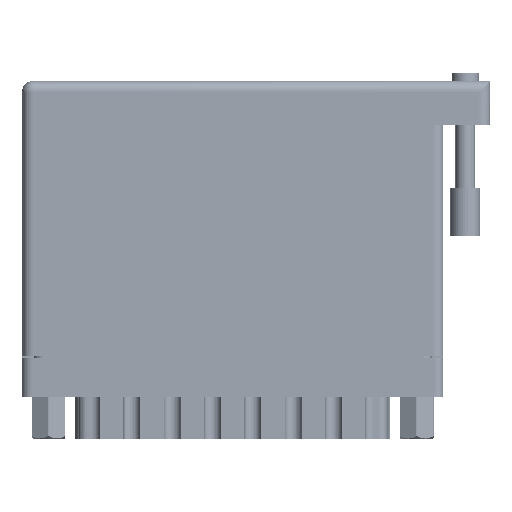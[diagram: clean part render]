
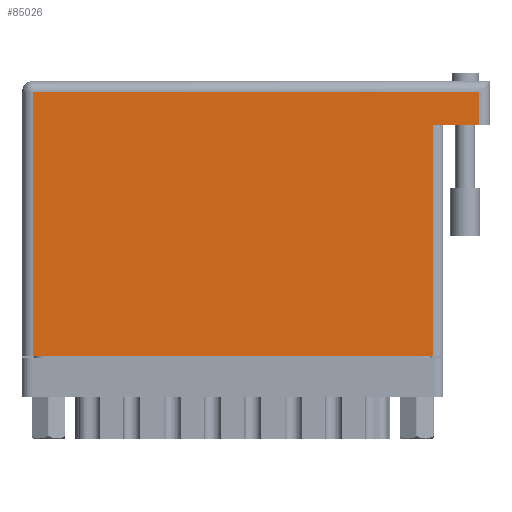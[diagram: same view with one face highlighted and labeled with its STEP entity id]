
A CAD part, front view. The second image highlights one B-rep face of the part: STEP entity #85026.
In plain terms, the highlighted face is planar.
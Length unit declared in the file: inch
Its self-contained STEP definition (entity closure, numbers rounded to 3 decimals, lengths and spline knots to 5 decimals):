
#1182 = VERTEX_POINT ( 'NONE', #12646 ) ;
#1936 = EDGE_CURVE ( 'NONE', #1182, #67385, #80763, .T. ) ;
#4468 = DIRECTION ( 'NONE',  ( -1., 0., 0. ) ) ;
#8178 = CARTESIAN_POINT ( 'NONE',  ( 0., 0., 0. ) ) ;
#9952 = VECTOR ( 'NONE', #25638, 39.37008 ) ;
#10204 = VECTOR ( 'NONE', #75050, 39.37008 ) ;
#12024 = LINE ( 'NONE', #31709, #9952 ) ;
#12646 = CARTESIAN_POINT ( 'NONE',  ( 0.07, 0., 0. ) ) ;
#16180 = VERTEX_POINT ( 'NONE', #27150 ) ;
#16290 = ORIENTED_EDGE ( 'NONE', *, *, #27418, .T. ) ;
#17764 = DIRECTION ( 'NONE',  ( 0., 0., -1. ) ) ;
#18826 = ORIENTED_EDGE ( 'NONE', *, *, #66005, .T. ) ;
#19914 = CARTESIAN_POINT ( 'NONE',  ( 2.948, 1.705, 0. ) ) ;
#20107 = CARTESIAN_POINT ( 'NONE',  ( 2.648, 1.495, 0. ) ) ;
#20317 = VECTOR ( 'NONE', #76561, 39.37008 ) ;
#22606 = CARTESIAN_POINT ( 'NONE',  ( 3.018, 1.495, 0. ) ) ;
#25638 = DIRECTION ( 'NONE',  ( 0., 1., 0. ) ) ;
#26013 = LINE ( 'NONE', #22606, #76811 ) ;
#26092 = FACE_OUTER_BOUND ( 'NONE', #74116, .T. ) ;
#27150 = CARTESIAN_POINT ( 'NONE',  ( 0.07, 1.705, 0. ) ) ;
#27418 = EDGE_CURVE ( 'NONE', #16180, #1182, #38946, .T. ) ;
#31709 = CARTESIAN_POINT ( 'NONE',  ( 2.948, 1.775, 0. ) ) ;
#32650 = CARTESIAN_POINT ( 'NONE',  ( 2.948, 1.495, 0. ) ) ;
#32771 = CARTESIAN_POINT ( 'NONE',  ( 2.648, 0., 0. ) ) ;
#35377 = DIRECTION ( 'NONE',  ( -1., 0., 0. ) ) ;
#38047 = CARTESIAN_POINT ( 'NONE',  ( 0., 1.775, 0. ) ) ;
#38635 = PLANE ( 'NONE',  #50751 ) ;
#38946 = LINE ( 'NONE', #63229, #20317 ) ;
#41311 = LINE ( 'NONE', #75898, #10204 ) ;
#42244 = EDGE_CURVE ( 'NONE', #67385, #80321, #66909, .T. ) ;
#43603 = ORIENTED_EDGE ( 'NONE', *, *, #1936, .T. ) ;
#44510 = VECTOR ( 'NONE', #48425, 39.37008 ) ;
#47996 = EDGE_CURVE ( 'NONE', #72469, #51422, #12024, .T. ) ;
#48425 = DIRECTION ( 'NONE',  ( 1., 0., 0. ) ) ;
#50751 = AXIS2_PLACEMENT_3D ( 'NONE', #38047, #17764, #4468 ) ;
#51422 = VERTEX_POINT ( 'NONE', #19914 ) ;
#53460 = VECTOR ( 'NONE', #85824, 39.37008 ) ;
#63229 = CARTESIAN_POINT ( 'NONE',  ( 0.07, 0., 0. ) ) ;
#66005 = EDGE_CURVE ( 'NONE', #51422, #16180, #41311, .T. ) ;
#66909 = LINE ( 'NONE', #20107, #53460 ) ;
#67385 = VERTEX_POINT ( 'NONE', #32771 ) ;
#72198 = ORIENTED_EDGE ( 'NONE', *, *, #42244, .T. ) ;
#72469 = VERTEX_POINT ( 'NONE', #32650 ) ;
#74116 = EDGE_LOOP ( 'NONE', ( #43603, #72198, #74265, #77770, #18826, #16290 ) ) ;
#74265 = ORIENTED_EDGE ( 'NONE', *, *, #77526, .F. ) ;
#75050 = DIRECTION ( 'NONE',  ( -1., 0., 0. ) ) ;
#75898 = CARTESIAN_POINT ( 'NONE',  ( 0., 1.705, 0. ) ) ;
#76561 = DIRECTION ( 'NONE',  ( 0., -1., 0. ) ) ;
#76811 = VECTOR ( 'NONE', #35377, 39.37008 ) ;
#77526 = EDGE_CURVE ( 'NONE', #72469, #80321, #26013, .T. ) ;
#77770 = ORIENTED_EDGE ( 'NONE', *, *, #47996, .T. ) ;
#80321 = VERTEX_POINT ( 'NONE', #84496 ) ;
#80763 = LINE ( 'NONE', #8178, #44510 ) ;
#84496 = CARTESIAN_POINT ( 'NONE',  ( 2.648, 1.495, 0. ) ) ;
#85026 = ADVANCED_FACE ( 'NONE', ( #26092 ), #38635, .F. ) ;
#85824 = DIRECTION ( 'NONE',  ( 0., 1., 0. ) ) ;
